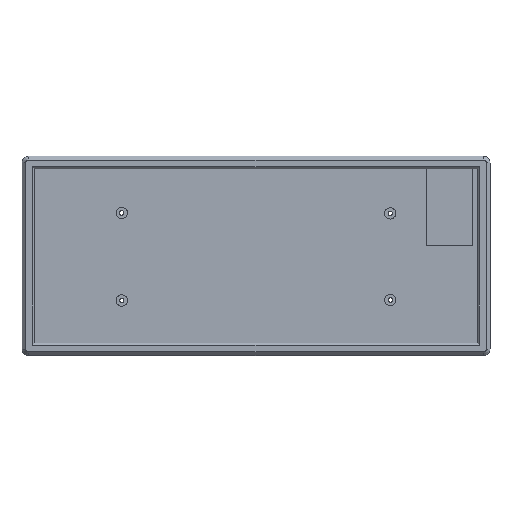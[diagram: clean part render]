
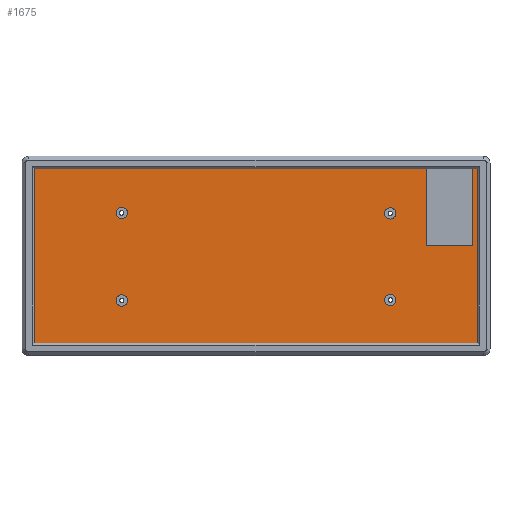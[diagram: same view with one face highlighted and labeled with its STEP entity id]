
A CAD part, top view. The second image highlights one B-rep face of the part: STEP entity #1675.
In plain terms, the highlighted planar face has unit normal (0, 0, 1).
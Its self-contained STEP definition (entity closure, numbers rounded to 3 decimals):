
#119=FACE_BOUND('',#431,.T.);
#120=FACE_BOUND('',#432,.T.);
#121=FACE_BOUND('',#433,.T.);
#122=FACE_BOUND('',#434,.T.);
#212=CIRCLE('',#1872,2.5);
#213=CIRCLE('',#1874,2.5);
#214=CIRCLE('',#1876,2.5);
#215=CIRCLE('',#1878,2.5);
#313=FACE_OUTER_BOUND('',#430,.T.);
#430=EDGE_LOOP('',(#1497,#1498,#1499,#1500,#1501,#1502,#1503,#1504));
#431=EDGE_LOOP('',(#1505));
#432=EDGE_LOOP('',(#1506));
#433=EDGE_LOOP('',(#1507));
#434=EDGE_LOOP('',(#1508));
#528=LINE('',#2936,#646);
#530=LINE('',#2940,#648);
#533=LINE('',#2945,#651);
#540=LINE('',#2969,#658);
#551=LINE('',#3397,#669);
#552=LINE('',#3398,#670);
#553=LINE('',#3401,#671);
#554=LINE('',#3402,#672);
#646=VECTOR('',#2329,10.);
#648=VECTOR('',#2333,10.);
#651=VECTOR('',#2338,10.);
#658=VECTOR('',#2363,10.);
#669=VECTOR('',#2386,10.);
#670=VECTOR('',#2387,10.);
#671=VECTOR('',#2390,10.);
#672=VECTOR('',#2391,10.);
#799=VERTEX_POINT('',#2933);
#800=VERTEX_POINT('',#2935);
#801=VERTEX_POINT('',#2939);
#802=VERTEX_POINT('',#2943);
#803=VERTEX_POINT('',#2947);
#804=VERTEX_POINT('',#2951);
#805=VERTEX_POINT('',#2955);
#806=VERTEX_POINT('',#2959);
#809=VERTEX_POINT('',#2966);
#810=VERTEX_POINT('',#2968);
#821=VERTEX_POINT('',#3395);
#822=VERTEX_POINT('',#3400);
#1014=EDGE_CURVE('',#800,#799,#528,.T.);
#1016=EDGE_CURVE('',#801,#800,#530,.T.);
#1019=EDGE_CURVE('',#799,#802,#533,.T.);
#1020=EDGE_CURVE('',#803,#803,#212,.T.);
#1022=EDGE_CURVE('',#804,#804,#213,.T.);
#1024=EDGE_CURVE('',#805,#805,#214,.T.);
#1026=EDGE_CURVE('',#806,#806,#215,.T.);
#1030=EDGE_CURVE('',#809,#810,#540,.F.);
#1053=EDGE_CURVE('',#821,#802,#551,.F.);
#1054=EDGE_CURVE('',#801,#809,#552,.F.);
#1055=EDGE_CURVE('',#822,#821,#553,.F.);
#1056=EDGE_CURVE('',#810,#822,#554,.F.);
#1497=ORIENTED_EDGE('',*,*,#1019,.T.);
#1498=ORIENTED_EDGE('',*,*,#1053,.F.);
#1499=ORIENTED_EDGE('',*,*,#1055,.F.);
#1500=ORIENTED_EDGE('',*,*,#1056,.F.);
#1501=ORIENTED_EDGE('',*,*,#1030,.F.);
#1502=ORIENTED_EDGE('',*,*,#1054,.F.);
#1503=ORIENTED_EDGE('',*,*,#1016,.T.);
#1504=ORIENTED_EDGE('',*,*,#1014,.T.);
#1505=ORIENTED_EDGE('',*,*,#1026,.T.);
#1506=ORIENTED_EDGE('',*,*,#1024,.T.);
#1507=ORIENTED_EDGE('',*,*,#1022,.T.);
#1508=ORIENTED_EDGE('',*,*,#1020,.T.);
#1572=PLANE('',#1886);
#1675=ADVANCED_FACE('',(#313,#119,#120,#121,#122),#1572,.T.);
#1872=AXIS2_PLACEMENT_3D('',#2948,#2341,#2342);
#1874=AXIS2_PLACEMENT_3D('',#2952,#2346,#2347);
#1876=AXIS2_PLACEMENT_3D('',#2956,#2351,#2352);
#1878=AXIS2_PLACEMENT_3D('',#2960,#2356,#2357);
#1886=AXIS2_PLACEMENT_3D('',#3399,#2388,#2389);
#2329=DIRECTION('',(-1.,0.,0.));
#2333=DIRECTION('',(0.,-1.,0.));
#2338=DIRECTION('',(0.,1.,0.));
#2341=DIRECTION('center_axis',(0.,0.,
-1.));
#2342=DIRECTION('ref_axis',(-1.,0.,0.));
#2346=DIRECTION('center_axis',(0.,0.,
-1.));
#2347=DIRECTION('ref_axis',(-1.,0.,0.));
#2351=DIRECTION('center_axis',(0.,0.,
-1.));
#2352=DIRECTION('ref_axis',(-1.,0.,0.));
#2356=DIRECTION('center_axis',(0.,0.,
-1.));
#2357=DIRECTION('ref_axis',(-1.,0.,0.));
#2363=DIRECTION('',(0.,1.,0.));
#2386=DIRECTION('',(-1.,0.,0.));
#2387=DIRECTION('',(-1.,0.,0.));
#2388=DIRECTION('center_axis',(0.,0.,
1.));
#2389=DIRECTION('ref_axis',(1.,0.,0.));
#2390=DIRECTION('',(0.,-1.,0.));
#2391=DIRECTION('',(1.,0.,0.));
#2933=CARTESIAN_POINT('',(227.295,-82.825,-8.417));
#2935=CARTESIAN_POINT('',(247.746,-82.825,-8.417));
#2936=CARTESIAN_POINT('',(247.746,-82.825,-8.417));
#2939=CARTESIAN_POINT('',(247.746,-48.686,-8.417));
#2940=CARTESIAN_POINT('',(247.746,-48.886,-8.417));
#2943=CARTESIAN_POINT('',(227.295,-48.686,-8.417));
#2945=CARTESIAN_POINT('',(227.295,-82.825,-8.417));
#2947=CARTESIAN_POINT('',(213.796,-106.856,-8.417));
#2948=CARTESIAN_POINT('Origin',(211.296,-106.856,-8.417));
#2951=CARTESIAN_POINT('',(94.796,-68.256,-8.417));
#2952=CARTESIAN_POINT('Origin',(92.296,-68.256,-8.417));
#2955=CARTESIAN_POINT('',(213.796,-68.456,-8.417));
#2956=CARTESIAN_POINT('Origin',(211.296,-68.456,-8.417));
#2959=CARTESIAN_POINT('',(94.796,-107.056,-8.417));
#2960=CARTESIAN_POINT('Origin',(92.296,-107.056,-8.417));
#2966=CARTESIAN_POINT('',(249.996,-48.686,-8.417));
#2968=CARTESIAN_POINT('',(249.996,-126.036,-8.417));
#2969=CARTESIAN_POINT('',(249.996,-68.036,-8.417));
#3395=CARTESIAN_POINT('',(53.596,-48.686,-8.417));
#3397=CARTESIAN_POINT('',(102.753,-48.686,-8.417));
#3398=CARTESIAN_POINT('',(102.753,-48.686,-8.417));
#3399=CARTESIAN_POINT('Origin',(151.884,-87.361,-8.417));
#3400=CARTESIAN_POINT('',(53.596,-126.036,-8.417));
#3401=CARTESIAN_POINT('',(53.596,-106.686,-8.417));
#3402=CARTESIAN_POINT('',(200.928,-126.036,-8.417));
